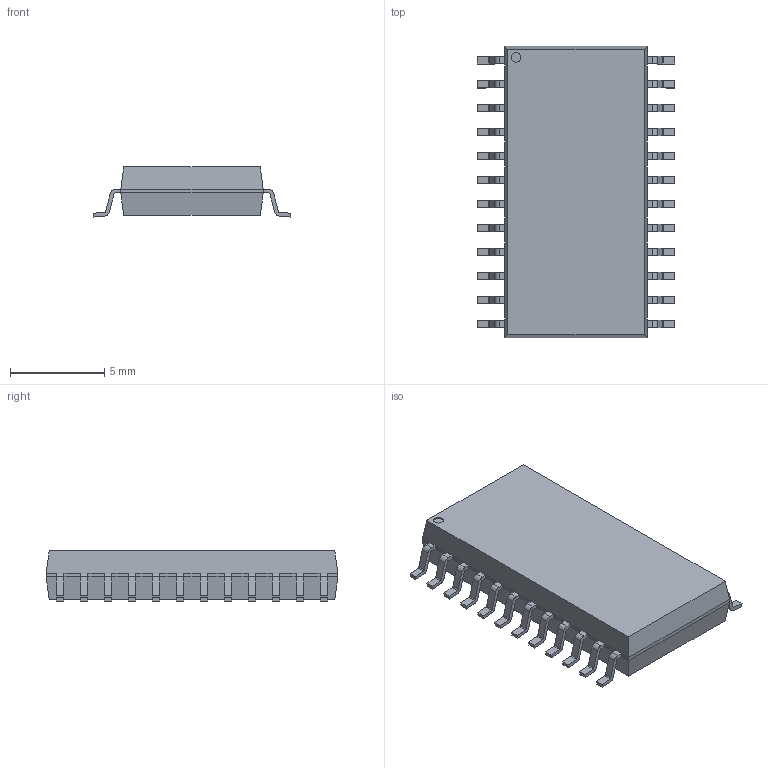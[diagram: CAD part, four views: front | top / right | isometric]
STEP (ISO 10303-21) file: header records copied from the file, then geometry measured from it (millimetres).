
FILE_DESCRIPTION (( 'STEP AP214' ), '1' );
FILE_NAME ('User Library-SOIC for 3DCC.STEP', '2019-04-04T11:06:22', ( '' ), ( '' ), 'SwSTEP 2.0', 'SolidWorks 2019', '' );
FILE_SCHEMA (( 'AUTOMOTIVE_DESIGN' ));
Length unit declared in the file: millimetre
Products named in the file (1): User Library-SOIC for 3DCC
Bounding box: 10.48 x 15.45 x 2.65 mm (x, y, z)
Volume: 293.2 mm3; surface area: 403.3 mm2
Topology: 1 solids, 1 shells, 353 faces, 946 edges, 596 vertices
Faces by surface type: plane 255, cylinder 98
Entity records: 11329 total; most frequent: CARTESIAN_POINT 1896, ORIENTED_EDGE 1892, DIRECTION 1850, EDGE_CURVE 946, LINE 750, VECTOR 750, VERTEX_POINT 596, AXIS2_PLACEMENT_3D 550
